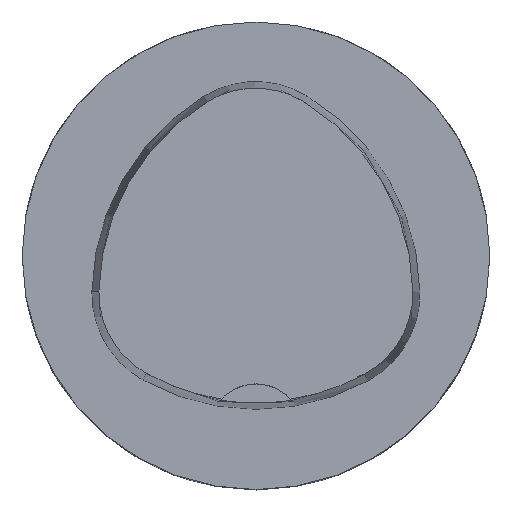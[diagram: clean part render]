
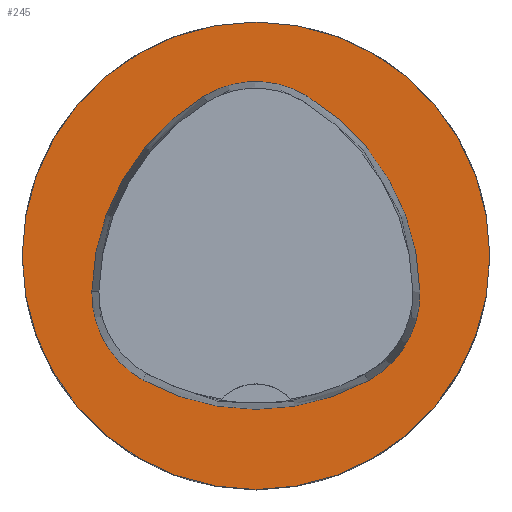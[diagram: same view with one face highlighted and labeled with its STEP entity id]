
A CAD part, top view. The second image highlights one B-rep face of the part: STEP entity #245.
In plain terms, the highlighted planar face has unit normal (0, 0, 1).
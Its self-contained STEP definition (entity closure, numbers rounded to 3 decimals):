
#245=ADVANCED_FACE('',(#484,#485),#298,.T.);
#298=PLANE('',#1425);
#484=FACE_BOUND('',#545,.T.);
#485=FACE_BOUND('',#546,.T.);
#545=EDGE_LOOP('',(#763,#764,#765,#766,#767,#768));
#546=EDGE_LOOP('',(#769));
#763=ORIENTED_EDGE('',*,*,#1144,.T.);
#764=ORIENTED_EDGE('',*,*,#1124,.T.);
#765=ORIENTED_EDGE('',*,*,#1128,.T.);
#766=ORIENTED_EDGE('',*,*,#1131,.T.);
#767=ORIENTED_EDGE('',*,*,#1134,.T.);
#768=ORIENTED_EDGE('',*,*,#1142,.T.);
#769=ORIENTED_EDGE('',*,*,#1147,.F.);
#991=VERTEX_POINT('',#2255);
#992=VERTEX_POINT('',#2256);
#995=VERTEX_POINT('',#2264);
#997=VERTEX_POINT('',#2270);
#999=VERTEX_POINT('',#2276);
#1006=VERTEX_POINT('',#2297);
#1007=VERTEX_POINT('',#2307);
#1124=EDGE_CURVE('',#991,#992,#1228,.T.);
#1128=EDGE_CURVE('',#992,#995,#1230,.T.);
#1131=EDGE_CURVE('',#995,#997,#1232,.T.);
#1134=EDGE_CURVE('',#997,#999,#1234,.T.);
#1142=EDGE_CURVE('',#999,#1006,#1238,.T.);
#1144=EDGE_CURVE('',#1006,#991,#1240,.T.);
#1147=EDGE_CURVE('',#1007,#1007,#1243,.T.);
#1228=CIRCLE('',#1402,20.);
#1230=CIRCLE('',#1405,8.5);
#1232=CIRCLE('',#1408,20.);
#1234=CIRCLE('',#1411,8.5);
#1238=CIRCLE('',#1416,20.);
#1240=CIRCLE('',#1419,8.5);
#1243=CIRCLE('',#1424,20.);
#1402=AXIS2_PLACEMENT_3D('',#2254,#1662,#1663);
#1405=AXIS2_PLACEMENT_3D('',#2263,#1670,#1671);
#1408=AXIS2_PLACEMENT_3D('',#2269,#1677,#1678);
#1411=AXIS2_PLACEMENT_3D('',#2275,#1684,#1685);
#1416=AXIS2_PLACEMENT_3D('',#2298,#1696,#1697);
#1419=AXIS2_PLACEMENT_3D('',#2301,#1702,#1703);
#1424=AXIS2_PLACEMENT_3D('',#2306,#1712,#1713);
#1425=AXIS2_PLACEMENT_3D('',#2308,#1714,#1715);
#1662=DIRECTION('',(0.,0.,-1.));
#1663=DIRECTION('',(-1.,0.,0.));
#1670=DIRECTION('',(0.,0.,-1.));
#1671=DIRECTION('',(-1.,0.,0.));
#1677=DIRECTION('',(0.,0.,-1.));
#1678=DIRECTION('',(-1.,0.,0.));
#1684=DIRECTION('',(0.,0.,-1.));
#1685=DIRECTION('',(-1.,0.,0.));
#1696=DIRECTION('',(0.,0.,-1.));
#1697=DIRECTION('',(-1.,0.,0.));
#1702=DIRECTION('',(0.,0.,-1.));
#1703=DIRECTION('',(-1.,0.,0.));
#1712=DIRECTION('',(0.,0.,-1.));
#1713=DIRECTION('',(-1.,0.,0.));
#1714=DIRECTION('',(0.,0.,1.));
#1715=DIRECTION('',(1.,0.,0.));
#2254=CARTESIAN_POINT('',(5.955,-3.414,0.));
#2255=CARTESIAN_POINT('',(-14.041,-3.042,0.));
#2256=CARTESIAN_POINT('',(-4.472,13.653,0.));
#2263=CARTESIAN_POINT('',(-0.04,6.4,0.));
#2264=CARTESIAN_POINT('',(4.347,13.68,0.));
#2269=CARTESIAN_POINT('',(-5.976,-3.45,0.));
#2270=CARTESIAN_POINT('',(14.021,-3.075,0.));
#2275=CARTESIAN_POINT('',(5.522,-3.235,0.));
#2276=CARTESIAN_POINT('',(9.588,-10.699,0.));
#2297=CARTESIAN_POINT('',(-9.655,-10.639,0.));
#2298=CARTESIAN_POINT('',(0.022,6.864,0.));
#2301=CARTESIAN_POINT('',(-5.543,-3.2,0.));
#2306=CARTESIAN_POINT('',(0.,0.,0.));
#2307=CARTESIAN_POINT('',(-20.,0.,0.));
#2308=CARTESIAN_POINT('',(0.,0.,0.));
